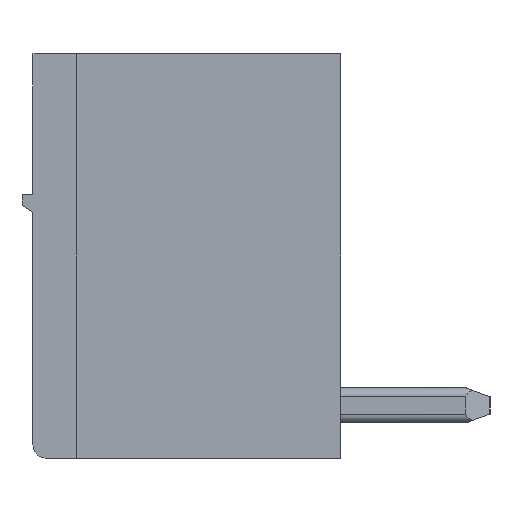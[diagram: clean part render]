
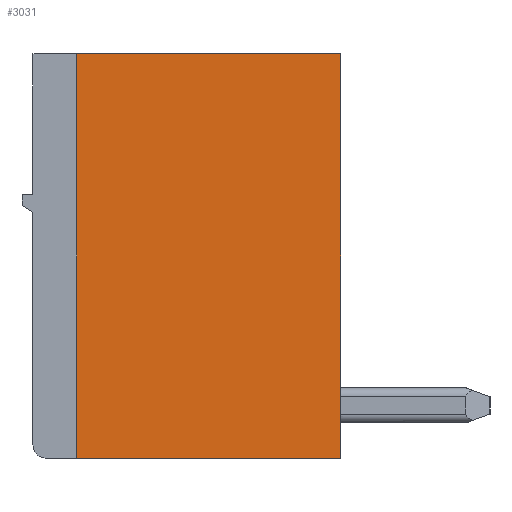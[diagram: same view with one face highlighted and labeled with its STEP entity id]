
A CAD part, left-side view. The second image highlights one B-rep face of the part: STEP entity #3031.
In plain terms, the highlighted planar face has unit normal (-1, 0, 0).
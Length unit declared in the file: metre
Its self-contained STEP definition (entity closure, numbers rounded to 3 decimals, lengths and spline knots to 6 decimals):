
#3031=ADVANCED_FACE('',(#6520),#6521,.F.);
#6520=FACE_OUTER_BOUND('',#10374,.T.);
#6521=PLANE('',#10375);
#10374=EDGE_LOOP('',(#19836,#19837,#19838,#19839));
#10375=AXIS2_PLACEMENT_3D('',#19840,#19841,#19842);
#19836=ORIENTED_EDGE('',*,*,#26670,.T.);
#19837=ORIENTED_EDGE('',*,*,#25571,.T.);
#19838=ORIENTED_EDGE('',*,*,#26672,.F.);
#19839=ORIENTED_EDGE('',*,*,#25449,.F.);
#19840=CARTESIAN_POINT('',(-0.029515,-0.017409,0.0092));
#19841=DIRECTION('',(1.0,0.,0.));
#19842=DIRECTION('',(0.0,0.,1.0));
#25449=EDGE_CURVE('',#31252,#31254,#31255,.T.);
#25571=EDGE_CURVE('',#31482,#31480,#31483,.T.);
#26670=EDGE_CURVE('',#31252,#31482,#33112,.T.);
#26672=EDGE_CURVE('',#31254,#31480,#33114,.T.);
#31252=VERTEX_POINT('',#39664);
#31254=VERTEX_POINT('',#39667);
#31255=LINE('',#39668,#39669);
#31480=VERTEX_POINT('',#39990);
#31482=VERTEX_POINT('',#39993);
#31483=LINE('',#39994,#39995);
#33112=LINE('',#42385,#42386);
#33114=LINE('',#42388,#42389);
#39664=CARTESIAN_POINT('',(-0.029515,-0.011409,0.0092));
#39667=CARTESIAN_POINT('',(-0.029515,-0.017409,0.0092));
#39668=CARTESIAN_POINT('',(-0.029515,-0.017409,0.0092));
#39669=VECTOR('',#46348,1.0);
#39990=CARTESIAN_POINT('',(-0.029515,-0.017409,0.));
#39993=CARTESIAN_POINT('',(-0.029515,-0.011409,0.));
#39994=CARTESIAN_POINT('',(-0.029515,-0.017409,0.));
#39995=VECTOR('',#46515,1.0);
#42385=CARTESIAN_POINT('',(-0.029515,-0.011409,0.0092));
#42386=VECTOR('',#47514,1.0);
#42388=CARTESIAN_POINT('',(-0.029515,-0.017409,0.0092));
#42389=VECTOR('',#47515,1.0);
#46348=DIRECTION('',(0.,-1.0,0.));
#46515=DIRECTION('',(0.,-1.0,0.));
#47514=DIRECTION('',(0.,0.,-1.0));
#47515=DIRECTION('',(0.,0.,-1.0));
